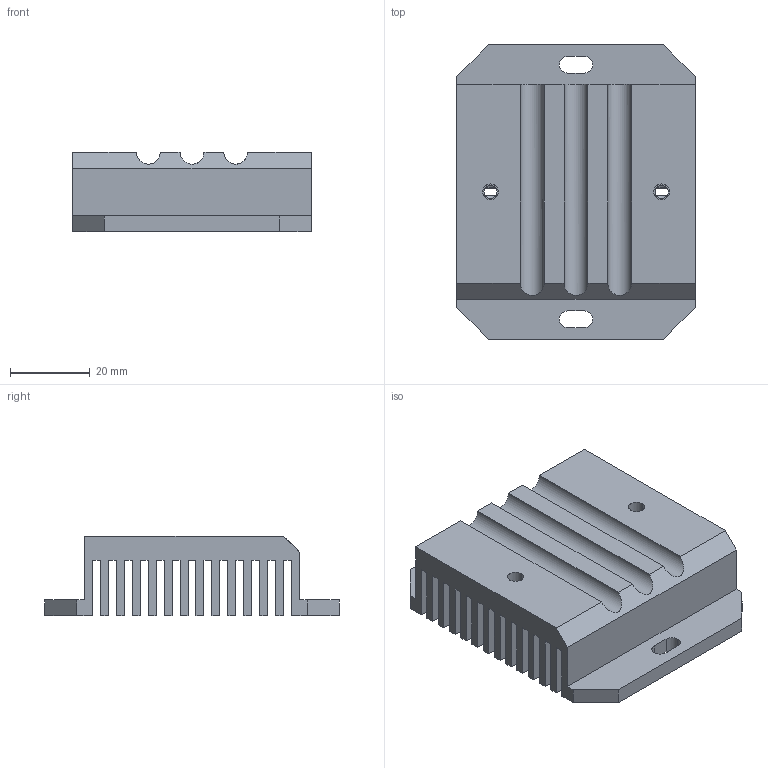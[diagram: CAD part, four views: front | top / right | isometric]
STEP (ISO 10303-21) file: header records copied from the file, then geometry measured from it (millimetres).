
FILE_DESCRIPTION (( 'STEP AP203' ), '1' );
FILE_NAME ('20-019387--HEATSINK--Rev_A.step', '2022-06-14T14:55:01', ( '' ), ( '' ), 'SwSTEP 2.0', 'SolidWorks 2021', '' );
FILE_SCHEMA (( 'CONFIG_CONTROL_DESIGN' ));
Length unit declared in the file: millimetre
Products named in the file (1): 20-019387--HEATSINK--Rev_A
Bounding box: 60 x 74 x 20 mm (x, y, z)
Volume: 44197.9 mm3; surface area: 34856.5 mm2
Topology: 1 solids, 1 shells, 99 faces, 291 edges, 194 vertices
Faces by surface type: plane 78, cylinder 17, cone 4
Entity records: 3393 total; most frequent: CARTESIAN_POINT 638, ORIENTED_EDGE 582, DIRECTION 523, EDGE_CURVE 291, LINE 245, VECTOR 245, VERTEX_POINT 194, AXIS2_PLACEMENT_3D 139
